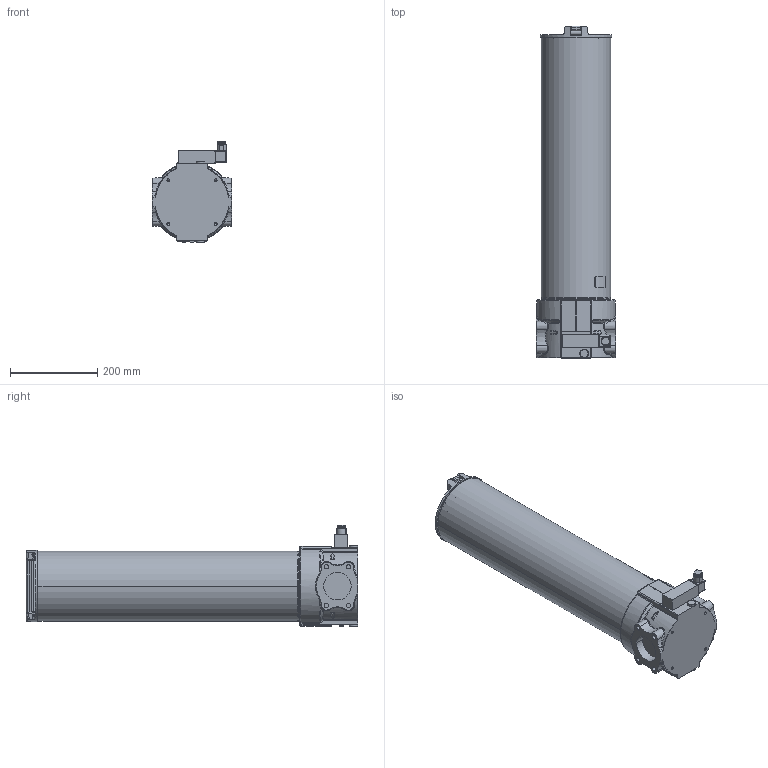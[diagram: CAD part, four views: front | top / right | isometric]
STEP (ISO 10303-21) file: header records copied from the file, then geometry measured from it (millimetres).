
FILE_DESCRIPTION((''),'2;1');
FILE_NAME('1000451122_SW0007','2024-09-19T15:08:28',('j.madej'),(''),'CREO PARAMETRIC BY PTC INC, 2023254','CREO PARAMETRIC BY PTC INC, 2023254','');
FILE_SCHEMA(('AUTOMOTIVE_DESIGN { 1 0 10303 214 1 1 1 1 }'));
Length unit declared in the file: millimetre
Products named in the file (1): 1000451122_SW0007
Bounding box: 182 x 760.3 x 232.39 mm (x, y, z)
Volume: 5150581.1 mm3; surface area: 861258.8 mm2
Topology: 2 solids, 3 shells, 862 faces, 2060 edges, 1197 vertices
Faces by surface type: cylinder 241, bspline 181, plane 170, torus 130, cone 88, sphere 52
Entity records: 55073 total; most frequent: CARTESIAN_POINT 24753, ORIENTED_EDGE 4040, DIRECTION 3668, PRESENTATION_STYLE_ASSIGNMENT 2830, STYLED_ITEM 2022, CURVE_STYLE 2020, EDGE_CURVE 2020, AXIS2_PLACEMENT_3D 1523
